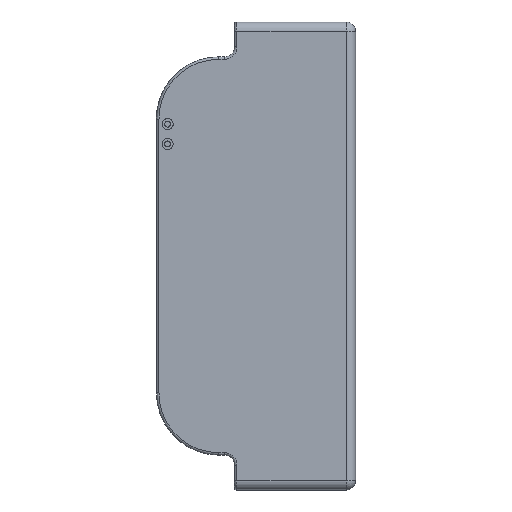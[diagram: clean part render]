
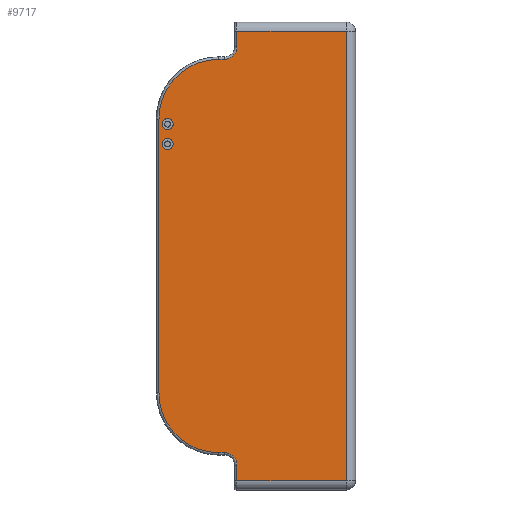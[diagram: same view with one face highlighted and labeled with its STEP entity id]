
A CAD part, left-side view. The second image highlights one B-rep face of the part: STEP entity #9717.
In plain terms, the highlighted planar face has unit normal (-1, 0, 0).
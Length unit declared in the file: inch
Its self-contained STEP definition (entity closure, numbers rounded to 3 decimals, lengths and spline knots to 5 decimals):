
#250=FACE_BOUND('',#1866,.T.);
#251=FACE_BOUND('',#1867,.T.);
#856=PLANE('',#10155);
#1319=FACE_OUTER_BOUND('',#1865,.T.);
#1865=EDGE_LOOP('',(#8107,#8108,#8109,#8110,#8111,#8112,#8113,#8114,#8115,
#8116,#8117,#8118));
#1866=EDGE_LOOP('',(#8119,#8120));
#1867=EDGE_LOOP('',(#8121,#8122));
#2105=CIRCLE('',#9961,0.25);
#2109=CIRCLE('',#9967,1.2);
#2113=CIRCLE('',#9973,1.2);
#2117=CIRCLE('',#9979,0.25);
#2171=CIRCLE('',#10156,0.1125);
#2172=CIRCLE('',#10157,0.1125);
#2173=CIRCLE('',#10158,0.1125);
#2174=CIRCLE('',#10159,0.1125);
#2433=LINE('',#12704,#3192);
#2435=LINE('',#12716,#3194);
#2437=LINE('',#12728,#3196);
#2439=LINE('',#12740,#3198);
#2441=LINE('',#12752,#3200);
#2930=LINE('',#18373,#3689);
#2931=LINE('',#18375,#3690);
#2932=LINE('',#18376,#3691);
#3192=VECTOR('',#10719,0.3937);
#3194=VECTOR('',#10733,0.3937);
#3196=VECTOR('',#10747,0.3937);
#3198=VECTOR('',#10761,0.3937);
#3200=VECTOR('',#10775,0.3937);
#3689=VECTOR('',#11610,0.3937);
#3690=VECTOR('',#11611,0.3937);
#3691=VECTOR('',#11612,0.3937);
#3945=VERTEX_POINT('',#12696);
#3947=VERTEX_POINT('',#12702);
#3949=VERTEX_POINT('',#12708);
#3951=VERTEX_POINT('',#12714);
#3953=VERTEX_POINT('',#12720);
#3955=VERTEX_POINT('',#12726);
#3957=VERTEX_POINT('',#12732);
#3959=VERTEX_POINT('',#12738);
#3961=VERTEX_POINT('',#12744);
#3963=VERTEX_POINT('',#12750);
#4612=VERTEX_POINT('',#18372);
#4613=VERTEX_POINT('',#18374);
#4614=VERTEX_POINT('',#18377);
#4615=VERTEX_POINT('',#18378);
#4616=VERTEX_POINT('',#18381);
#4617=VERTEX_POINT('',#18382);
#4938=EDGE_CURVE('',#3947,#3945,#2433,.T.);
#4941=EDGE_CURVE('',#3949,#3947,#2105,.T.);
#4944=EDGE_CURVE('',#3951,#3949,#2435,.T.);
#4947=EDGE_CURVE('',#3953,#3951,#2109,.T.);
#4950=EDGE_CURVE('',#3955,#3953,#2437,.T.);
#4953=EDGE_CURVE('',#3957,#3955,#2113,.T.);
#4956=EDGE_CURVE('',#3959,#3957,#2439,.T.);
#4959=EDGE_CURVE('',#3961,#3959,#2117,.T.);
#4962=EDGE_CURVE('',#3963,#3961,#2441,.T.);
#5933=EDGE_CURVE('',#4612,#3963,#2930,.T.);
#5934=EDGE_CURVE('',#4613,#4612,#2931,.T.);
#5935=EDGE_CURVE('',#3945,#4613,#2932,.T.);
#5936=EDGE_CURVE('',#4614,#4615,#2171,.T.);
#5937=EDGE_CURVE('',#4615,#4614,#2172,.T.);
#5938=EDGE_CURVE('',#4616,#4617,#2173,.T.);
#5939=EDGE_CURVE('',#4617,#4616,#2174,.T.);
#8107=ORIENTED_EDGE('',*,*,#4962,.F.);
#8108=ORIENTED_EDGE('',*,*,#5933,.F.);
#8109=ORIENTED_EDGE('',*,*,#5934,.F.);
#8110=ORIENTED_EDGE('',*,*,#5935,.F.);
#8111=ORIENTED_EDGE('',*,*,#4938,.F.);
#8112=ORIENTED_EDGE('',*,*,#4941,.F.);
#8113=ORIENTED_EDGE('',*,*,#4944,.F.);
#8114=ORIENTED_EDGE('',*,*,#4947,.F.);
#8115=ORIENTED_EDGE('',*,*,#4950,.F.);
#8116=ORIENTED_EDGE('',*,*,#4953,.F.);
#8117=ORIENTED_EDGE('',*,*,#4956,.F.);
#8118=ORIENTED_EDGE('',*,*,#4959,.F.);
#8119=ORIENTED_EDGE('',*,*,#5936,.T.);
#8120=ORIENTED_EDGE('',*,*,#5937,.T.);
#8121=ORIENTED_EDGE('',*,*,#5938,.T.);
#8122=ORIENTED_EDGE('',*,*,#5939,.T.);
#9717=ADVANCED_FACE('',(#1319,#250,#251),#856,.T.);
#9961=AXIS2_PLACEMENT_3D('',#12710,#10725,#10726);
#9967=AXIS2_PLACEMENT_3D('',#12722,#10739,#10740);
#9973=AXIS2_PLACEMENT_3D('',#12734,#10753,#10754);
#9979=AXIS2_PLACEMENT_3D('',#12746,#10767,#10768);
#10155=AXIS2_PLACEMENT_3D('',#18371,#11608,#11609);
#10156=AXIS2_PLACEMENT_3D('',#18379,#11613,#11614);
#10157=AXIS2_PLACEMENT_3D('',#18380,#11615,#11616);
#10158=AXIS2_PLACEMENT_3D('',#18383,#11617,#11618);
#10159=AXIS2_PLACEMENT_3D('',#18384,#11619,#11620);
#10719=DIRECTION('',(0.,0.,1.));
#10725=DIRECTION('center_axis',(-1.,0.,0.));
#10726=DIRECTION('ref_axis',(0.,-0.707,-0.707));
#10733=DIRECTION('',(0.,-1.,0.));
#10739=DIRECTION('center_axis',(1.,0.,0.));
#10740=DIRECTION('ref_axis',(0.,0.707,0.707));
#10747=DIRECTION('',(0.,0.,1.));
#10753=DIRECTION('center_axis',(1.,0.,0.));
#10754=DIRECTION('ref_axis',(0.,0.707,-0.707));
#10761=DIRECTION('',(0.,1.,0.));
#10767=DIRECTION('center_axis',(-1.,0.,0.));
#10768=DIRECTION('ref_axis',(0.,-0.707,0.707));
#10775=DIRECTION('',(0.,0.,1.));
#11608=DIRECTION('center_axis',(-1.,0.,0.));
#11609=DIRECTION('ref_axis',(0.,-1.,0.));
#11610=DIRECTION('',(0.,1.,0.));
#11611=DIRECTION('',(0.,0.,-1.));
#11612=DIRECTION('',(0.,-1.,0.));
#11613=DIRECTION('center_axis',(1.,0.,0.));
#11614=DIRECTION('ref_axis',(0.,-1.,0.));
#11615=DIRECTION('center_axis',(1.,0.,0.));
#11616=DIRECTION('ref_axis',(0.,-1.,0.));
#11617=DIRECTION('center_axis',(1.,0.,0.));
#11618=DIRECTION('ref_axis',(0.,-1.,0.));
#11619=DIRECTION('center_axis',(1.,0.,0.));
#11620=DIRECTION('ref_axis',(0.,-1.,0.));
#12696=CARTESIAN_POINT('',(0.,2.384,9.213));
#12702=CARTESIAN_POINT('',(0.,2.384,8.9));
#12704=CARTESIAN_POINT('',(0.,2.384,4.575));
#12708=CARTESIAN_POINT('',(0.,2.634,8.65));
#12710=CARTESIAN_POINT('Origin',(0.,2.634,8.9));
#12714=CARTESIAN_POINT('',(0.,2.75,8.65));
#12716=CARTESIAN_POINT('',(0.,3.9985,8.65));
#12720=CARTESIAN_POINT('',(0.,3.95,7.45));
#12722=CARTESIAN_POINT('Origin',(0.,2.75,7.45));
#12726=CARTESIAN_POINT('',(0.,3.95,1.95));
#12728=CARTESIAN_POINT('',(0.,3.95,4.35));
#12732=CARTESIAN_POINT('',(0.,2.75,0.75));
#12734=CARTESIAN_POINT('Origin',(0.,2.75,1.95));
#12738=CARTESIAN_POINT('',(0.,2.634,0.75));
#12740=CARTESIAN_POINT('',(0.,2.9985,0.75));
#12744=CARTESIAN_POINT('',(0.,2.384,0.5));
#12746=CARTESIAN_POINT('Origin',(0.,2.634,0.5));
#12750=CARTESIAN_POINT('',(0.,2.384,0.187));
#12752=CARTESIAN_POINT('',(0.,2.384,0.125));
#18371=CARTESIAN_POINT('Origin',(0.,3.563,0.));
#18372=CARTESIAN_POINT('',(0.,0.187,0.187));
#18373=CARTESIAN_POINT('',(0.,2.45722,0.187));
#18374=CARTESIAN_POINT('',(0.,0.187,9.213));
#18375=CARTESIAN_POINT('',(0.,0.187,0.));
#18376=CARTESIAN_POINT('',(0.,2.45722,9.213));
#18377=CARTESIAN_POINT('',(0.,3.6625,7.35));
#18378=CARTESIAN_POINT('',(0.,3.8875,7.35));
#18379=CARTESIAN_POINT('Origin',(0.,3.775,7.35));
#18380=CARTESIAN_POINT('Origin',(0.,3.775,7.35));
#18381=CARTESIAN_POINT('',(0.,3.6625,6.95));
#18382=CARTESIAN_POINT('',(0.,3.8875,6.95));
#18383=CARTESIAN_POINT('Origin',(0.,3.775,6.95));
#18384=CARTESIAN_POINT('Origin',(0.,3.775,6.95));
